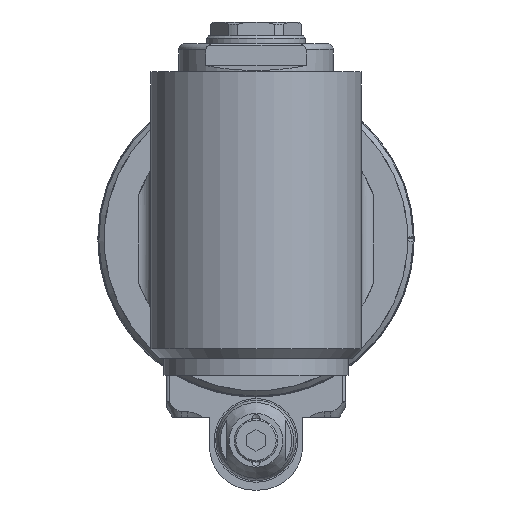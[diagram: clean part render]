
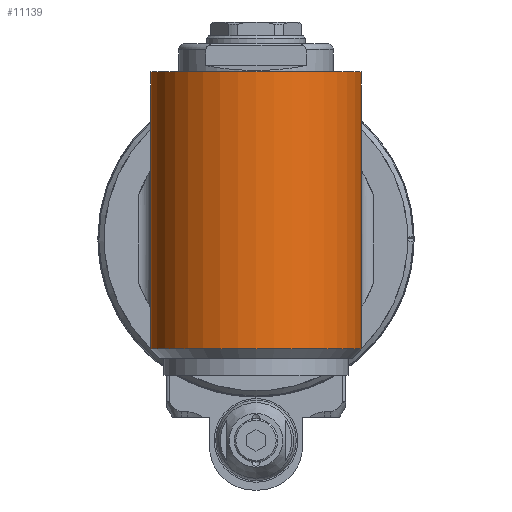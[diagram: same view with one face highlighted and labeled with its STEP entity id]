
A CAD part, front view. The second image highlights one B-rep face of the part: STEP entity #11139.
In plain terms, the highlighted cylindrical face has radius 34 mm (diameter 68 mm), a full revolution.
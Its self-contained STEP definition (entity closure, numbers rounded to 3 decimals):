
#1078=CYLINDRICAL_SURFACE('',#12868,34.);
#1673=FACE_OUTER_BOUND('',#2444,.T.);
#2444=EDGE_LOOP('',(#9961,#9962,#9963,#9964,#9965,#9966,#9967,#9968));
#3131=CIRCLE('',#12866,34.);
#3133=CIRCLE('',#12869,34.);
#3134=CIRCLE('',#12870,34.);
#3135=CIRCLE('',#12871,34.);
#3822=LINE('',#50040,#4525);
#3823=LINE('',#50043,#4526);
#3824=LINE('',#50046,#4527);
#4525=VECTOR('',#16047,82.5);
#4526=VECTOR('',#16050,34.);
#4527=VECTOR('',#16053,82.5);
#5524=VERTEX_POINT('',#50031);
#5526=VERTEX_POINT('',#50036);
#5527=VERTEX_POINT('',#50037);
#5528=VERTEX_POINT('',#50039);
#5529=VERTEX_POINT('',#50041);
#5530=VERTEX_POINT('',#50044);
#7027=EDGE_CURVE('',#5524,#5524,#3131,.T.);
#7029=EDGE_CURVE('',#5526,#5527,#3133,.T.);
#7030=EDGE_CURVE('',#5526,#5528,#3822,.T.);
#7031=EDGE_CURVE('',#5529,#5528,#3134,.T.);
#7032=EDGE_CURVE('',#5529,#5524,#3823,.T.);
#7033=EDGE_CURVE('',#5530,#5529,#3135,.T.);
#7034=EDGE_CURVE('',#5527,#5530,#3824,.T.);
#9961=ORIENTED_EDGE('',*,*,#7029,.F.);
#9962=ORIENTED_EDGE('',*,*,#7030,.T.);
#9963=ORIENTED_EDGE('',*,*,#7031,.F.);
#9964=ORIENTED_EDGE('',*,*,#7032,.T.);
#9965=ORIENTED_EDGE('',*,*,#7027,.F.);
#9966=ORIENTED_EDGE('',*,*,#7032,.F.);
#9967=ORIENTED_EDGE('',*,*,#7033,.F.);
#9968=ORIENTED_EDGE('',*,*,#7034,.F.);
#11139=ADVANCED_FACE('',(#1673),#1078,.T.);
#12866=AXIS2_PLACEMENT_3D('',#50032,#16039,#16040);
#12868=AXIS2_PLACEMENT_3D('',#50035,#16043,#16044);
#12869=AXIS2_PLACEMENT_3D('',#50038,#16045,#16046);
#12870=AXIS2_PLACEMENT_3D('',#50042,#16048,#16049);
#12871=AXIS2_PLACEMENT_3D('',#50045,#16051,#16052);
#16039=DIRECTION('center_axis',(1.,0.,0.));
#16040=DIRECTION('ref_axis',(0.,1.,0.));
#16043=DIRECTION('center_axis',(-1.,0.,0.));
#16044=DIRECTION('ref_axis',(0.,1.,0.));
#16045=DIRECTION('center_axis',(-1.,0.,0.));
#16046=DIRECTION('ref_axis',(0.,0.,1.));
#16047=DIRECTION('',(-1.,0.,0.));
#16048=DIRECTION('center_axis',(-1.,0.,0.));
#16049=DIRECTION('ref_axis',(0.,0.,-1.));
#16050=DIRECTION('',(1.,0.,0.));
#16051=DIRECTION('center_axis',(-1.,0.,0.));
#16052=DIRECTION('ref_axis',(0.,0.,-1.));
#16053=DIRECTION('',(-1.,0.,0.));
#50031=CARTESIAN_POINT('',(43.16,-137.,0.));
#50032=CARTESIAN_POINT('Origin',(43.16,-103.,0.));
#50035=CARTESIAN_POINT('Origin',(0.,-103.,0.));
#50036=CARTESIAN_POINT('',(36.16,-103.,34.));
#50037=CARTESIAN_POINT('',(36.16,-103.,-34.));
#50038=CARTESIAN_POINT('Origin',(36.16,-103.,0.));
#50039=CARTESIAN_POINT('',(-46.34,-103.,34.));
#50040=CARTESIAN_POINT('',(36.16,-103.,34.));
#50041=CARTESIAN_POINT('',(-46.34,-137.,0.));
#50042=CARTESIAN_POINT('Origin',(-46.34,-103.,0.));
#50043=CARTESIAN_POINT('',(0.,-137.,0.));
#50044=CARTESIAN_POINT('',(-46.34,-103.,-34.));
#50045=CARTESIAN_POINT('Origin',(-46.34,-103.,0.));
#50046=CARTESIAN_POINT('',(36.16,-103.,-34.));
